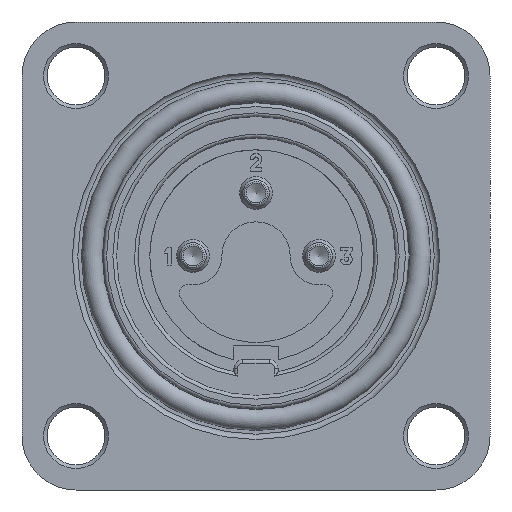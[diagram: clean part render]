
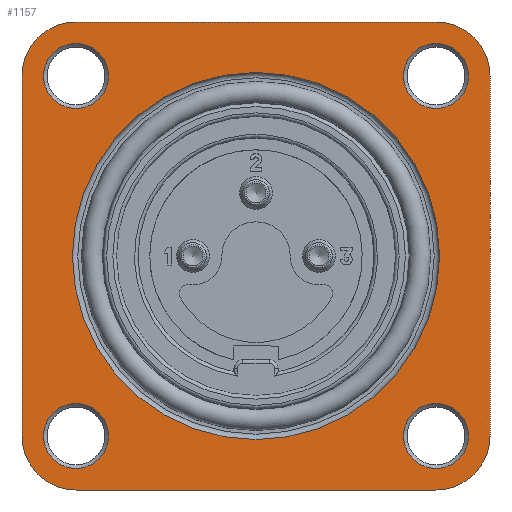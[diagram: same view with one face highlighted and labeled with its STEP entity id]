
A CAD part, front view. The second image highlights one B-rep face of the part: STEP entity #1157.
In plain terms, the highlighted planar face has unit normal (0, -1, 0).
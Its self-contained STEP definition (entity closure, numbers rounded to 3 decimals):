
#721=PLANE('',#3574);
#878=LINE('',#5325,#1048);
#882=LINE('',#5334,#1052);
#886=LINE('',#5343,#1056);
#890=LINE('',#5367,#1060);
#1048=VECTOR('',#4179,1.);
#1052=VECTOR('',#4185,1.);
#1056=VECTOR('',#4191,1.);
#1060=VECTOR('',#4215,1.);
#1157=ADVANCED_FACE('',(#1337,#1338,#1339,#1340,#1341,#1342),#721,.T.);
#1337=FACE_BOUND('',#1561,.T.);
#1338=FACE_BOUND('',#1562,.T.);
#1339=FACE_BOUND('',#1563,.T.);
#1340=FACE_BOUND('',#1564,.T.);
#1341=FACE_BOUND('',#1565,.T.);
#1342=FACE_BOUND('',#1566,.T.);
#1561=EDGE_LOOP('',(#2156));
#1562=EDGE_LOOP('',(#2157));
#1563=EDGE_LOOP('',(#2158));
#1564=EDGE_LOOP('',(#2159));
#1565=EDGE_LOOP('',(#2160));
#1566=EDGE_LOOP('',(#2161,#2162,#2163,#2164,#2165,#2166,#2167,#2168));
#2156=ORIENTED_EDGE('',*,*,#3109,.T.);
#2157=ORIENTED_EDGE('',*,*,#3110,.T.);
#2158=ORIENTED_EDGE('',*,*,#3111,.T.);
#2159=ORIENTED_EDGE('',*,*,#3112,.T.);
#2160=ORIENTED_EDGE('',*,*,#3113,.F.);
#2161=ORIENTED_EDGE('',*,*,#3096,.T.);
#2162=ORIENTED_EDGE('',*,*,#3114,.T.);
#2163=ORIENTED_EDGE('',*,*,#3106,.T.);
#2164=ORIENTED_EDGE('',*,*,#3115,.T.);
#2165=ORIENTED_EDGE('',*,*,#3088,.T.);
#2166=ORIENTED_EDGE('',*,*,#3116,.T.);
#2167=ORIENTED_EDGE('',*,*,#3092,.T.);
#2168=ORIENTED_EDGE('',*,*,#3117,.T.);
#2737=VERTEX_POINT('',#5319);
#2740=VERTEX_POINT('',#5324);
#2741=VERTEX_POINT('',#5328);
#2744=VERTEX_POINT('',#5333);
#2745=VERTEX_POINT('',#5337);
#2748=VERTEX_POINT('',#5342);
#2755=VERTEX_POINT('',#5361);
#2758=VERTEX_POINT('',#5366);
#2761=VERTEX_POINT('',#5375);
#2762=VERTEX_POINT('',#5377);
#2763=VERTEX_POINT('',#5379);
#2764=VERTEX_POINT('',#5381);
#2765=VERTEX_POINT('',#5383);
#3088=EDGE_CURVE('',#2737,#2740,#878,.T.);
#3092=EDGE_CURVE('',#2741,#2744,#882,.T.);
#3096=EDGE_CURVE('',#2745,#2748,#886,.T.);
#3106=EDGE_CURVE('',#2755,#2758,#890,.T.);
#3109=EDGE_CURVE('',#2761,#2761,#3322,.T.);
#3110=EDGE_CURVE('',#2762,#2762,#3323,.T.);
#3111=EDGE_CURVE('',#2763,#2763,#3324,.T.);
#3112=EDGE_CURVE('',#2764,#2764,#3325,.T.);
#3113=EDGE_CURVE('',#2765,#2765,#3326,.T.);
#3114=EDGE_CURVE('',#2748,#2755,#3327,.T.);
#3115=EDGE_CURVE('',#2758,#2737,#3328,.T.);
#3116=EDGE_CURVE('',#2740,#2741,#3329,.T.);
#3117=EDGE_CURVE('',#2744,#2745,#3330,.T.);
#3322=CIRCLE('',#3565,1.8);
#3323=CIRCLE('',#3566,1.8);
#3324=CIRCLE('',#3567,1.8);
#3325=CIRCLE('',#3568,1.8);
#3326=CIRCLE('',#3569,10.2);
#3327=CIRCLE('',#3570,3.);
#3328=CIRCLE('',#3571,3.);
#3329=CIRCLE('',#3572,3.);
#3330=CIRCLE('',#3573,3.);
#3565=AXIS2_PLACEMENT_3D('',#5374,#4224,#4225);
#3566=AXIS2_PLACEMENT_3D('',#5376,#4226,#4227);
#3567=AXIS2_PLACEMENT_3D('',#5378,#4228,#4229);
#3568=AXIS2_PLACEMENT_3D('',#5380,#4230,#4231);
#3569=AXIS2_PLACEMENT_3D('',#5382,#4232,#4233);
#3570=AXIS2_PLACEMENT_3D('',#5384,#4234,#4235);
#3571=AXIS2_PLACEMENT_3D('',#5385,#4236,#4237);
#3572=AXIS2_PLACEMENT_3D('',#5386,#4238,#4239);
#3573=AXIS2_PLACEMENT_3D('',#5387,#4240,#4241);
#3574=AXIS2_PLACEMENT_3D('',#5388,#4242,#4243);
#4179=DIRECTION('',(-1.,0.,0.));
#4185=DIRECTION('',(0.,0.,-1.));
#4191=DIRECTION('',(1.,0.,0.));
#4215=DIRECTION('',(0.,0.,1.));
#4224=DIRECTION('',(0.,1.,0.));
#4225=DIRECTION('',(0.,0.,-1.));
#4226=DIRECTION('',(0.,1.,0.));
#4227=DIRECTION('',(0.,0.,-1.));
#4228=DIRECTION('',(0.,1.,0.));
#4229=DIRECTION('',(0.,0.,-1.));
#4230=DIRECTION('',(0.,1.,0.));
#4231=DIRECTION('',(0.,0.,-1.));
#4232=DIRECTION('',(0.,-1.,0.));
#4233=DIRECTION('',(0.,0.,-1.));
#4234=DIRECTION('',(0.,-1.,0.));
#4235=DIRECTION('',(0.,0.,-1.));
#4236=DIRECTION('',(0.,-1.,0.));
#4237=DIRECTION('',(0.,0.,-1.));
#4238=DIRECTION('',(0.,-1.,0.));
#4239=DIRECTION('',(0.,0.,-1.));
#4240=DIRECTION('',(0.,-1.,0.));
#4241=DIRECTION('',(0.,0.,-1.));
#4242=DIRECTION('',(0.,-1.,0.));
#4243=DIRECTION('',(0.,0.,-1.));
#5319=CARTESIAN_POINT('',(10.,-10.,13.));
#5324=CARTESIAN_POINT('',(-10.,-10.,13.));
#5325=CARTESIAN_POINT('',(13.,-10.,13.));
#5328=CARTESIAN_POINT('',(-13.,-10.,10.));
#5333=CARTESIAN_POINT('',(-13.,-10.,-10.));
#5334=CARTESIAN_POINT('',(-13.,-10.,13.));
#5337=CARTESIAN_POINT('',(-10.,-10.,-13.));
#5342=CARTESIAN_POINT('',(10.,-10.,-13.));
#5343=CARTESIAN_POINT('',(-13.,-10.,-13.));
#5361=CARTESIAN_POINT('',(13.,-10.,-10.));
#5366=CARTESIAN_POINT('',(13.,-10.,10.));
#5367=CARTESIAN_POINT('',(13.,-10.,-13.));
#5374=CARTESIAN_POINT('',(-10.,-10.,-10.));
#5375=CARTESIAN_POINT('',(-10.,-10.,-11.8));
#5376=CARTESIAN_POINT('',(-10.,-10.,10.));
#5377=CARTESIAN_POINT('',(-10.,-10.,8.2));
#5378=CARTESIAN_POINT('',(10.,-10.,10.));
#5379=CARTESIAN_POINT('',(10.,-10.,8.2));
#5380=CARTESIAN_POINT('',(10.,-10.,-10.));
#5381=CARTESIAN_POINT('',(10.,-10.,-11.8));
#5382=CARTESIAN_POINT('',(0.,-10.,0.));
#5383=CARTESIAN_POINT('',(0.,-10.,-10.2));
#5384=CARTESIAN_POINT('',(10.,-10.,-10.));
#5385=CARTESIAN_POINT('',(10.,-10.,10.));
#5386=CARTESIAN_POINT('',(-10.,-10.,10.));
#5387=CARTESIAN_POINT('',(-10.,-10.,-10.));
#5388=CARTESIAN_POINT('',(-10.,-10.,-10.));
